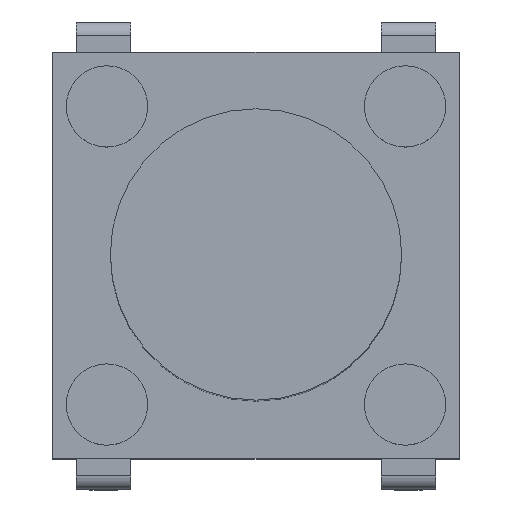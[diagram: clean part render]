
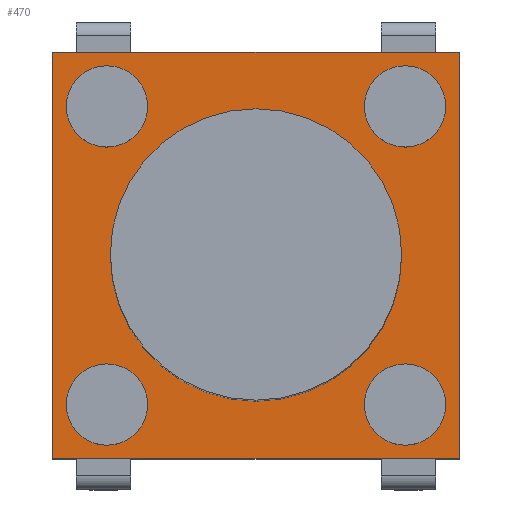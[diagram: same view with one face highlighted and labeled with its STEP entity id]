
A CAD part, top view. The second image highlights one B-rep face of the part: STEP entity #470.
In plain terms, the highlighted planar face has unit normal (0, 0, 1).
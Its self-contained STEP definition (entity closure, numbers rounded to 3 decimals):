
#156 = VERTEX_POINT('',#157);
#157 = CARTESIAN_POINT('',(-3.,-3.,3.));
#164 = PLANE('',#165);
#165 = AXIS2_PLACEMENT_3D('',#166,#167,#168);
#166 = CARTESIAN_POINT('',(-3.,-3.,0.));
#167 = DIRECTION('',(1.,0.,0.));
#168 = DIRECTION('',(0.,0.,1.));
#176 = PLANE('',#177);
#177 = AXIS2_PLACEMENT_3D('',#178,#179,#180);
#178 = CARTESIAN_POINT('',(-3.,-3.,0.));
#179 = DIRECTION('',(0.,1.,0.));
#180 = DIRECTION('',(0.,0.,1.));
#217 = VERTEX_POINT('',#218);
#218 = CARTESIAN_POINT('',(-3.,3.,3.));
#232 = PLANE('',#233);
#233 = AXIS2_PLACEMENT_3D('',#234,#235,#236);
#234 = CARTESIAN_POINT('',(-3.,3.,0.));
#235 = DIRECTION('',(0.,1.,0.));
#236 = DIRECTION('',(0.,0.,1.));
#244 = EDGE_CURVE('',#156,#217,#245,.T.);
#245 = SURFACE_CURVE('',#246,(#250,#257),.PCURVE_S1.);
#246 = LINE('',#247,#248);
#247 = CARTESIAN_POINT('',(-3.,-3.,3.));
#248 = VECTOR('',#249,1.);
#249 = DIRECTION('',(0.,1.,0.));
#250 = PCURVE('',#164,#251);
#251 = DEFINITIONAL_REPRESENTATION('',(#252),#256);
#252 = LINE('',#253,#254);
#253 = CARTESIAN_POINT('',(3.,0.));
#254 = VECTOR('',#255,1.);
#255 = DIRECTION('',(0.,-1.));
#256 = ( GEOMETRIC_REPRESENTATION_CONTEXT(2) 
PARAMETRIC_REPRESENTATION_CONTEXT() REPRESENTATION_CONTEXT('2D SPACE',''
  ) );
#257 = PCURVE('',#258,#263);
#258 = PLANE('',#259);
#259 = AXIS2_PLACEMENT_3D('',#260,#261,#262);
#260 = CARTESIAN_POINT('',(-3.,-3.,3.));
#261 = DIRECTION('',(0.,0.,1.));
#262 = DIRECTION('',(1.,0.,0.));
#263 = DEFINITIONAL_REPRESENTATION('',(#264),#268);
#264 = LINE('',#265,#266);
#265 = CARTESIAN_POINT('',(0.,0.));
#266 = VECTOR('',#267,1.);
#267 = DIRECTION('',(0.,1.));
#268 = ( GEOMETRIC_REPRESENTATION_CONTEXT(2) 
PARAMETRIC_REPRESENTATION_CONTEXT() REPRESENTATION_CONTEXT('2D SPACE',''
  ) );
#276 = VERTEX_POINT('',#277);
#277 = CARTESIAN_POINT('',(3.,-3.,3.));
#284 = PLANE('',#285);
#285 = AXIS2_PLACEMENT_3D('',#286,#287,#288);
#286 = CARTESIAN_POINT('',(3.,-3.,0.));
#287 = DIRECTION('',(1.,0.,0.));
#288 = DIRECTION('',(0.,0.,1.));
#327 = VERTEX_POINT('',#328);
#328 = CARTESIAN_POINT('',(3.,3.,3.));
#349 = EDGE_CURVE('',#276,#327,#350,.T.);
#350 = SURFACE_CURVE('',#351,(#355,#362),.PCURVE_S1.);
#351 = LINE('',#352,#353);
#352 = CARTESIAN_POINT('',(3.,-3.,3.));
#353 = VECTOR('',#354,1.);
#354 = DIRECTION('',(0.,1.,0.));
#355 = PCURVE('',#284,#356);
#356 = DEFINITIONAL_REPRESENTATION('',(#357),#361);
#357 = LINE('',#358,#359);
#358 = CARTESIAN_POINT('',(3.,0.));
#359 = VECTOR('',#360,1.);
#360 = DIRECTION('',(0.,-1.));
#361 = ( GEOMETRIC_REPRESENTATION_CONTEXT(2) 
PARAMETRIC_REPRESENTATION_CONTEXT() REPRESENTATION_CONTEXT('2D SPACE',''
  ) );
#362 = PCURVE('',#258,#363);
#363 = DEFINITIONAL_REPRESENTATION('',(#364),#368);
#364 = LINE('',#365,#366);
#365 = CARTESIAN_POINT('',(6.,0.));
#366 = VECTOR('',#367,1.);
#367 = DIRECTION('',(0.,1.));
#368 = ( GEOMETRIC_REPRESENTATION_CONTEXT(2) 
PARAMETRIC_REPRESENTATION_CONTEXT() REPRESENTATION_CONTEXT('2D SPACE',''
  ) );
#395 = EDGE_CURVE('',#156,#276,#396,.T.);
#396 = SURFACE_CURVE('',#397,(#401,#408),.PCURVE_S1.);
#397 = LINE('',#398,#399);
#398 = CARTESIAN_POINT('',(-3.,-3.,3.));
#399 = VECTOR('',#400,1.);
#400 = DIRECTION('',(1.,0.,0.));
#401 = PCURVE('',#176,#402);
#402 = DEFINITIONAL_REPRESENTATION('',(#403),#407);
#403 = LINE('',#404,#405);
#404 = CARTESIAN_POINT('',(3.,0.));
#405 = VECTOR('',#406,1.);
#406 = DIRECTION('',(0.,1.));
#407 = ( GEOMETRIC_REPRESENTATION_CONTEXT(2) 
PARAMETRIC_REPRESENTATION_CONTEXT() REPRESENTATION_CONTEXT('2D SPACE',''
  ) );
#408 = PCURVE('',#258,#409);
#409 = DEFINITIONAL_REPRESENTATION('',(#410),#414);
#410 = LINE('',#411,#412);
#411 = CARTESIAN_POINT('',(0.,0.));
#412 = VECTOR('',#413,1.);
#413 = DIRECTION('',(1.,0.));
#414 = ( GEOMETRIC_REPRESENTATION_CONTEXT(2) 
PARAMETRIC_REPRESENTATION_CONTEXT() REPRESENTATION_CONTEXT('2D SPACE',''
  ) );
#442 = EDGE_CURVE('',#217,#327,#443,.T.);
#443 = SURFACE_CURVE('',#444,(#448,#455),.PCURVE_S1.);
#444 = LINE('',#445,#446);
#445 = CARTESIAN_POINT('',(-3.,3.,3.));
#446 = VECTOR('',#447,1.);
#447 = DIRECTION('',(1.,0.,0.));
#448 = PCURVE('',#232,#449);
#449 = DEFINITIONAL_REPRESENTATION('',(#450),#454);
#450 = LINE('',#451,#452);
#451 = CARTESIAN_POINT('',(3.,0.));
#452 = VECTOR('',#453,1.);
#453 = DIRECTION('',(0.,1.));
#454 = ( GEOMETRIC_REPRESENTATION_CONTEXT(2) 
PARAMETRIC_REPRESENTATION_CONTEXT() REPRESENTATION_CONTEXT('2D SPACE',''
  ) );
#455 = PCURVE('',#258,#456);
#456 = DEFINITIONAL_REPRESENTATION('',(#457),#461);
#457 = LINE('',#458,#459);
#458 = CARTESIAN_POINT('',(0.,6.));
#459 = VECTOR('',#460,1.);
#460 = DIRECTION('',(1.,0.));
#461 = ( GEOMETRIC_REPRESENTATION_CONTEXT(2) 
PARAMETRIC_REPRESENTATION_CONTEXT() REPRESENTATION_CONTEXT('2D SPACE',''
  ) );
#470 = ADVANCED_FACE('',(#471),#258,.T.);
#471 = FACE_BOUND('',#472,.T.);
#472 = EDGE_LOOP('',(#473,#474,#475,#476));
#473 = ORIENTED_EDGE('',*,*,#244,.F.);
#474 = ORIENTED_EDGE('',*,*,#395,.T.);
#475 = ORIENTED_EDGE('',*,*,#349,.T.);
#476 = ORIENTED_EDGE('',*,*,#442,.F.);
